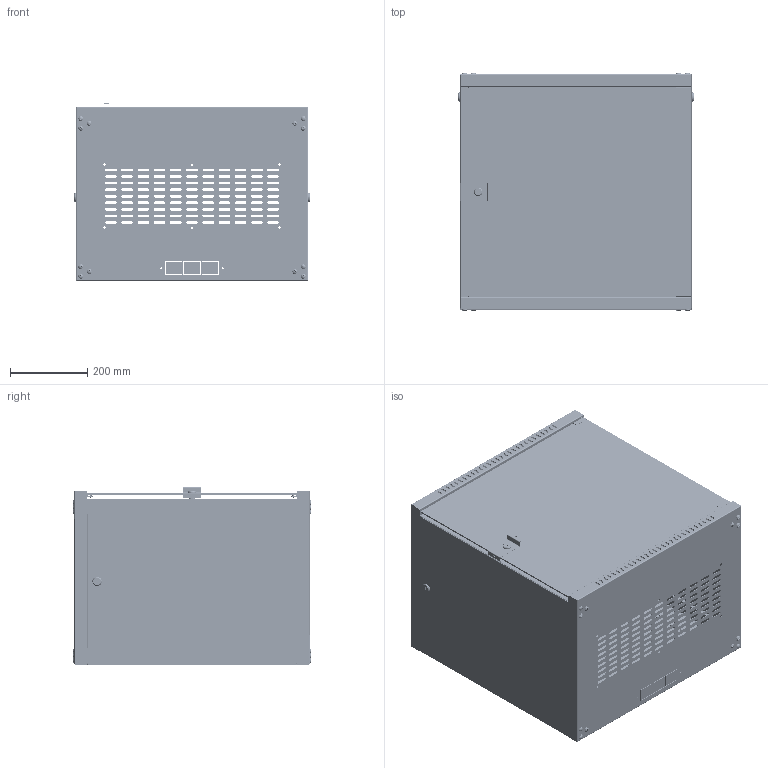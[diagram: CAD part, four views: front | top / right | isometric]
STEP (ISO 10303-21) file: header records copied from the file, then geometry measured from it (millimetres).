
FILE_DESCRIPTION (( 'STEP AP203' ), '1' );
FILE_NAME ('LWE3-12U64-GF-G.STEP', '2024-10-24T13:43:15', ( '' ), ( '' ), 'SwSTEP 2.0', 'SolidWorks 2022', '' );
FILE_SCHEMA (( 'CONFIG_CONTROL_DESIGN' ));
Length unit declared in the file: millimetre
Products named in the file (30): АГИЕ 3202.01.00.000_-01; Винт резьбовыдавливающий М4x8_-00; Замок 18-20_40 (YZK10-18-20-40); Гайка кузовная М6_M 6; АГИЕ 3202.02.00.000_-08; Петля HG001_Правая верхняя; АГИЕ 3202.01.00.001_-01; Винт установочный ГОСТ Р ИСО 4026_М5х6; LWE3-12U64-GF-G; Заклёпка резьбовая ум. бортик c насечкой_Заклепка резьбовая М6 ум. бортик с насечкой арт. 0371206009 Bralo S=1; Шпилька резьбовая М(DxL) PT DIN EN ISO 13918_6х12; АГИЕ 3202.05.00.000_-09; АГИЕ 3202.04.00.000_-05; Шайба плоская пластиковая_М8 ГОСТ 19531-74 фторопласт; Винт полусфера с прессшайбой DIN 967_M6х16; Винт DIN 7985_М6х16, тип H; Петля HG001_Правая нижняя; АГИЕ 3202.04.00.001_-05; АГИЕ 3202.00.00.004_-00; АГИЕ 3202.00.00.002_-05; АГИЕ 3202.02.00.001_-06; АГИЕ 3202.00.00.001_-01; АГИЕ 3202.00.00.002_-04; АГИЕ 3202.02.00.001_-08; АГИЕ 3202.00.00.003_-07; Контакт заземления однолепестковый Тип F1_DIN EN ISO 13918; АГИЕ 3202.02.00.000_-06; АГИЕ 3202.06.00.000_-01; Замок 19-16_40 (YZK10-19-16-40); АГИЕ 3202.05.00.001_-09
Assembly tree (93 placements, depth 3):
  LWE3-12U64-GF-G
    АГИЕ 3202.01.00.000_-01  x2
      АГИЕ 3202.01.00.001_-01
      Шпилька резьбовая М(DxL) PT DIN EN ISO 13918_6х12
      Контакт заземления однолепестковый Тип F1_DIN EN ISO 13918
    АГИЕ 3202.02.00.000_-06  x2
      АГИЕ 3202.02.00.001_-06
      Заклёпка резьбовая ум. бортик c насечкой_Заклепка резьбовая М6 ум. бортик с насечкой арт. 0371206009 Bralo S=1
    АГИЕ 3202.02.00.000_-08  x2
      АГИЕ 3202.02.00.001_-08
      Заклёпка резьбовая ум. бортик c насечкой_Заклепка резьбовая М6 ум. бортик с насечкой арт. 0371206009 Bralo S=1
    АГИЕ 3202.06.00.000_-01  x4
      АГИЕ 3202.00.00.001_-01
      Заклёпка резьбовая ум. бортик c насечкой_Заклепка резьбовая М6 ум. бортик с насечкой арт. 0371206009 Bralo S=1
    АГИЕ 3202.00.00.002_-05
    АГИЕ 3202.00.00.002_-04
    АГИЕ 3202.05.00.000_-09  x2
      АГИЕ 3202.05.00.001_-09
      Контакт заземления однолепестковый Тип F1_DIN EN ISO 13918
    Замок 18-20_40 (YZK10-18-20-40)  x2
    АГИЕ 3202.04.00.000_-05
      АГИЕ 3202.04.00.001_-05
      Шпилька резьбовая М(DxL) PT DIN EN ISO 13918_6х12  x2
      Контакт заземления однолепестковый Тип F1_DIN EN ISO 13918
    Винт полусфера с прессшайбой DIN 967_M6х16  x24
    Гайка кузовная М6_M 6  x4
    Винт DIN 7985_М6х16, тип H  x4
    Винт резьбовыдавливающий М4x8_-00  x8
    Шайба плоская пластиковая_М8 ГОСТ 19531-74 фторопласт  x2
    Винт установочный ГОСТ Р ИСО 4026_М5х6  x4
    Петля HG001_Правая нижняя
    Петля HG001_Правая верхняя
    Замок 19-16_40 (YZK10-19-16-40)
    АГИЕ 3202.00.00.004_-00
    АГИЕ 3202.00.00.003_-07
Bounding box: 611.4 x 617.84 x 458.8 mm (x, y, z)
Volume: 3215152.8 mm3; surface area: 4698827.8 mm2
Topology: 112 solids, 113 shells, 6337 faces, 16680 edges, 10707 vertices
Faces by surface type: plane 3873, cylinder 1711, cone 424, torus 208, sphere 73, bspline 48
Entity records: 83610 total; most frequent: CARTESIAN_POINT 14880, ORIENTED_EDGE 13172, DIRECTION 13002, EDGE_CURVE 6586, VECTOR 4934, LINE 4934, VERTEX_POINT 4254, AXIS2_PLACEMENT_3D 4034
